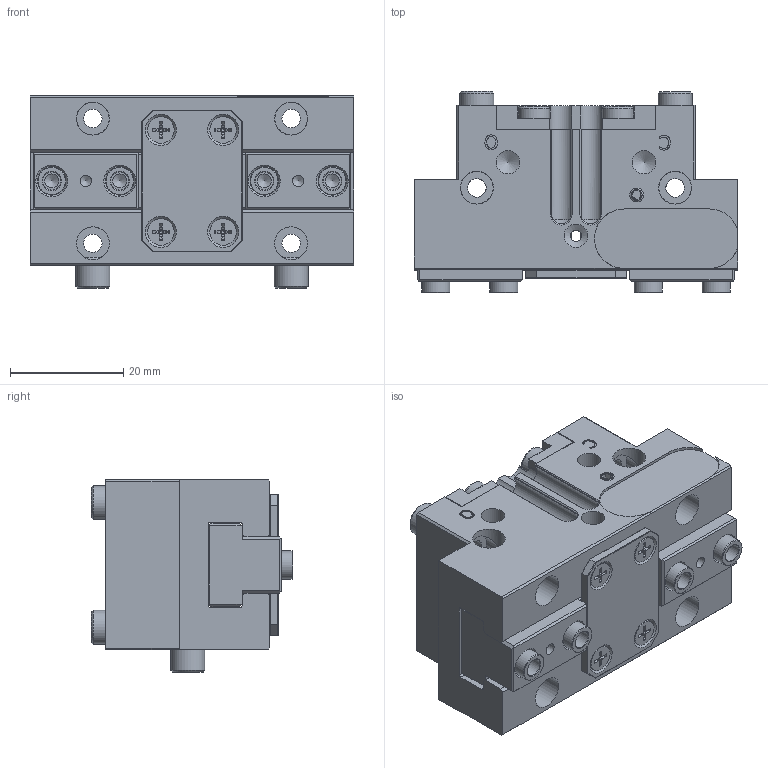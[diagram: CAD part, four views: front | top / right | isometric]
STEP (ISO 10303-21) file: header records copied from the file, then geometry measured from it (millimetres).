
FILE_DESCRIPTION(/* description */ ('ASSIEME CORSA 4 mm PER GRIFFA'),/* implementation_level */ '2;1');
FILE_NAME(/* name */ 'OPP-50 C1.stp',/* time_stamp */ '2021-02-01T10:04:46+01:00',/* author */ ('e.orio2'),/* organization */ ('TERMOMACCHINE s.r.l.'),/* preprocessor_version */ 'ST-DEVELOPER v17',/* originating_system */ 'Autodesk Inventor 2019',/* authorisation */ '');
FILE_SCHEMA (('AUTOMOTIVE_DESIGN { 1 0 10303 214 3 1 1 }'));
Length unit declared in the file: millimetre
Products named in the file (11): OPP-50 C1-cliente; OPP50-CORPO-cliente; PZP50-GRIFFA C1; PGP-50-COPERCHIO; OPP50-FONDELLO-cliente; ISO 8734 - 3 x 8 - A; DIN 7984 - M3 x 5; DIN 913 - M3 x 3; ISO 7046-1  - M2,5 x 5 - 4.8 - H; BOCCOLA 6H7L5; BOCCOLA 5H7L4.4
Assembly tree (26 placements, depth 2):
  OPP-50 C1-cliente
    OPP50-CORPO-cliente
    PZP50-GRIFFA C1  x2
    PGP-50-COPERCHIO
    OPP50-FONDELLO-cliente
    ISO 8734 - 3 x 8 - A
    DIN 7984 - M3 x 5  x4
    DIN 913 - M3 x 3  x4
    ISO 7046-1  - M2,5 x 5 - 4.8 - H  x4
    BOCCOLA 6H7L5  x4
    BOCCOLA 5H7L4.4  x4
Bounding box: 57 x 35.5 x 33.9 mm (x, y, z)
Volume: 38863.1 mm3; surface area: 23308.6 mm2
Topology: 26 solids, 26 shells, 775 faces, 2092 edges, 1393 vertices
Faces by surface type: plane 352, cone 154, cylinder 151, bspline 90, torus 28
Full cylindrical faces by diameter (mm): 2 x2, 2.013 x2, 2.224 x4, 2.4 x1, 2.459 x20, 2.5 x4, 2.7 x4, 3 x10, 3.2 x5, 3.242 x4, 3.3 x6, 3.5 x4, 4 x2, 4.134 x6, 4.2 x4, 4.7 x4, 5 x8, 5.5 x4, 5.8 x10, 6 x8
Entity records: 18005 total; most frequent: CARTESIAN_POINT 4512, ORIENTED_EDGE 2800, DIRECTION 2493, EDGE_CURVE 1400, VERTEX_POINT 951, AXIS2_PLACEMENT_3D 868, LINE 757, VECTOR 757
